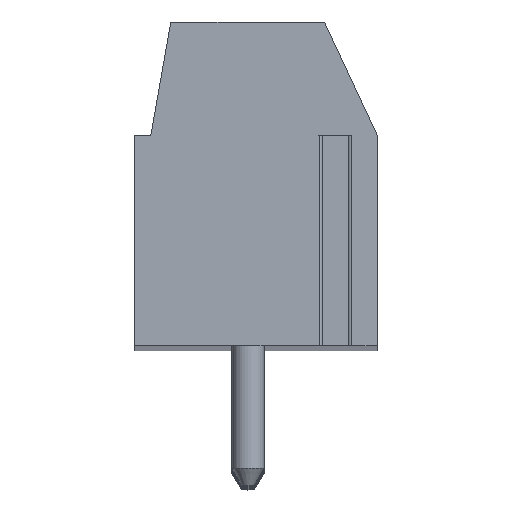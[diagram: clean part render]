
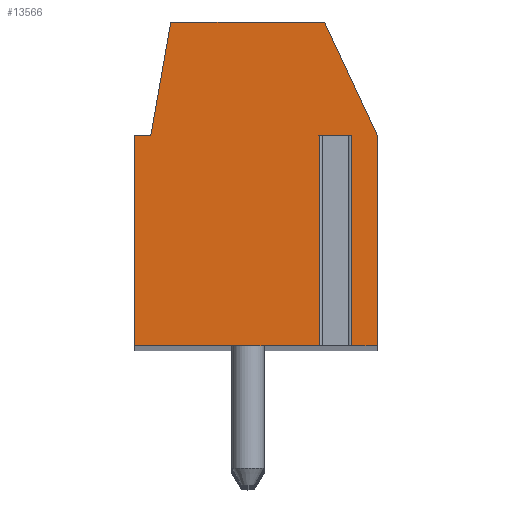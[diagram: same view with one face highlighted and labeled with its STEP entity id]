
A CAD part, top view. The second image highlights one B-rep face of the part: STEP entity #13566.
In plain terms, the highlighted planar face has unit normal (0, 0, 1).
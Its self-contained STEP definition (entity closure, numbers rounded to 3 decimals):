
#341=DIRECTION('',(-1.,0.,0.));
#342=VECTOR('',#341,0.996);
#343=CARTESIAN_POINT('',(2.948,1.5,87.5));
#344=LINE('',#343,#342);
#345=DIRECTION('',(0.,-1.,0.));
#346=VECTOR('',#345,6.5);
#347=CARTESIAN_POINT('',(1.952,1.5,87.5));
#348=LINE('',#347,#346);
#349=DIRECTION('',(1.,0.,0.));
#350=VECTOR('',#349,5.702);
#351=CARTESIAN_POINT('',(-3.75,-5.,87.5));
#352=LINE('',#351,#350);
#353=DIRECTION('',(0.,-1.,0.));
#354=VECTOR('',#353,6.5);
#355=CARTESIAN_POINT('',(-3.75,1.5,87.5));
#356=LINE('',#355,#354);
#357=DIRECTION('',(-1.,0.,0.));
#358=VECTOR('',#357,0.5);
#359=CARTESIAN_POINT('',(-3.25,1.5,87.5));
#360=LINE('',#359,#358);
#361=DIRECTION('',(-0.174,-0.985,0.));
#362=VECTOR('',#361,3.554);
#363=CARTESIAN_POINT('',(-2.633,5.,87.5));
#364=LINE('',#363,#362);
#365=DIRECTION('',(-1.,0.,0.));
#366=VECTOR('',#365,4.751);
#367=CARTESIAN_POINT('',(2.118,5.,87.5));
#368=LINE('',#367,#366);
#369=DIRECTION('',(-0.423,0.906,0.));
#370=VECTOR('',#369,3.862);
#371=CARTESIAN_POINT('',(3.75,1.5,87.5));
#372=LINE('',#371,#370);
#373=DIRECTION('',(0.,1.,0.));
#374=VECTOR('',#373,6.5);
#375=CARTESIAN_POINT('',(3.75,-5.,87.5));
#376=LINE('',#375,#374);
#377=DIRECTION('',(1.,0.,0.));
#378=VECTOR('',#377,0.802);
#379=CARTESIAN_POINT('',(2.948,-5.,87.5));
#380=LINE('',#379,#378);
#381=DIRECTION('',(0.,-1.,0.));
#382=VECTOR('',#381,6.5);
#383=CARTESIAN_POINT('',(2.948,1.5,87.5));
#384=LINE('',#383,#382);
#10471=CARTESIAN_POINT('',(3.75,-5.,87.5));
#10472=CARTESIAN_POINT('',(3.75,1.5,87.5));
#10473=VERTEX_POINT('',#10471);
#10474=VERTEX_POINT('',#10472);
#10475=CARTESIAN_POINT('',(2.118,5.,87.5));
#10476=VERTEX_POINT('',#10475);
#10477=CARTESIAN_POINT('',(-2.633,5.,87.5));
#10478=VERTEX_POINT('',#10477);
#10479=CARTESIAN_POINT('',(-3.25,1.5,87.5));
#10480=VERTEX_POINT('',#10479);
#10481=CARTESIAN_POINT('',(-3.75,1.5,87.5));
#10482=VERTEX_POINT('',#10481);
#10483=CARTESIAN_POINT('',(-3.75,-5.,87.5));
#10484=VERTEX_POINT('',#10483);
#10529=CARTESIAN_POINT('',(2.948,1.5,87.5));
#10530=CARTESIAN_POINT('',(1.952,1.5,87.5));
#10531=VERTEX_POINT('',#10529);
#10532=VERTEX_POINT('',#10530);
#10533=CARTESIAN_POINT('',(2.948,-5.,
87.5));
#10534=VERTEX_POINT('',#10533);
#10535=CARTESIAN_POINT('',(1.952,-5.,
87.5));
#10536=VERTEX_POINT('',#10535);
#13540=CARTESIAN_POINT('',(0.,0.,87.5));
#13541=DIRECTION('',(0.,0.,1.));
#13542=DIRECTION('',(1.,0.,0.));
#13543=AXIS2_PLACEMENT_3D('',#13540,#13541,#13542);
#13544=PLANE('',#13543);
#13546=ORIENTED_EDGE('',*,*,#13545,.T.);
#13548=ORIENTED_EDGE('',*,*,#13547,.T.);
#13549=ORIENTED_EDGE('',*,*,#13400,.F.);
#13551=ORIENTED_EDGE('',*,*,#13550,.F.);
#13553=ORIENTED_EDGE('',*,*,#13552,.F.);
#13555=ORIENTED_EDGE('',*,*,#13554,.F.);
#13557=ORIENTED_EDGE('',*,*,#13556,.F.);
#13559=ORIENTED_EDGE('',*,*,#13558,.F.);
#13561=ORIENTED_EDGE('',*,*,#13560,.F.);
#13562=ORIENTED_EDGE('',*,*,#13379,.F.);
#13563=ORIENTED_EDGE('',*,*,#13530,.F.);
#13564=EDGE_LOOP('',(#13546,#13548,#13549,#13551,#13553,#13555,#13557,#13559,
#13561,#13562,#13563));
#13565=FACE_OUTER_BOUND('',#13564,.F.);
#13379=EDGE_CURVE('',#10534,#10473,#380,.T.);
#13400=EDGE_CURVE('',#10484,#10536,#352,.T.);
#13530=EDGE_CURVE('',#10531,#10534,#384,.T.);
#13545=EDGE_CURVE('',#10531,#10532,#344,.T.);
#13547=EDGE_CURVE('',#10532,#10536,#348,.T.);
#13550=EDGE_CURVE('',#10482,#10484,#356,.T.);
#13552=EDGE_CURVE('',#10480,#10482,#360,.T.);
#13554=EDGE_CURVE('',#10478,#10480,#364,.T.);
#13556=EDGE_CURVE('',#10476,#10478,#368,.T.);
#13558=EDGE_CURVE('',#10474,#10476,#372,.T.);
#13560=EDGE_CURVE('',#10473,#10474,#376,.T.);
#13566=ADVANCED_FACE('',(#13565),#13544,.T.);
